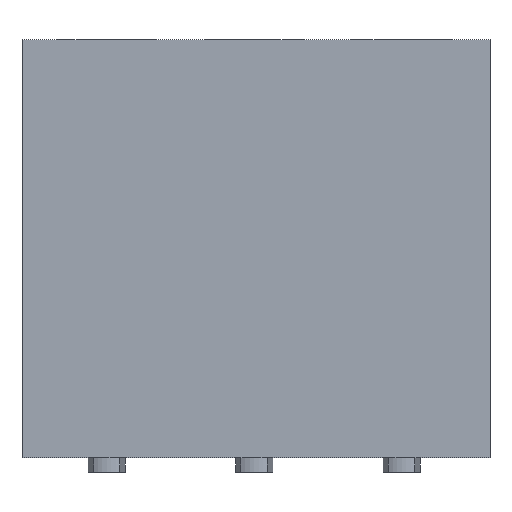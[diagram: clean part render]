
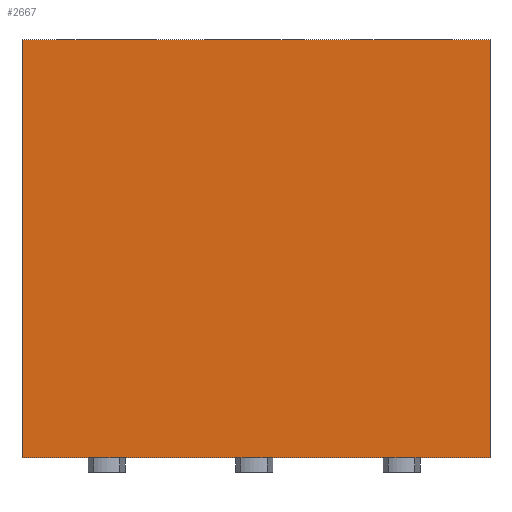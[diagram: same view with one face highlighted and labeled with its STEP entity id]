
A CAD part, front view. The second image highlights one B-rep face of the part: STEP entity #2667.
In plain terms, the highlighted planar face has unit normal (0, -1, 0).
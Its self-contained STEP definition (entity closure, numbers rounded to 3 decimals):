
#202=CARTESIAN_POINT('',(-2.73,-2.54,-3.6));
#203=VERTEX_POINT('',#202);
#210=CARTESIAN_POINT('',(-2.73,-2.54,3.6));
#211=VERTEX_POINT('',#210);
#212=CARTESIAN_POINT('',(-2.73,-2.54,-3.6));
#213=DIRECTION('',(0.,-0.,1.));
#214=VECTOR('',#213,7.2);
#215=LINE('',#212,#214);
#216=EDGE_CURVE('',#203,#211,#215,.T.);
#857=CARTESIAN_POINT('',(5.33,-2.54,-3.6));
#858=VERTEX_POINT('',#857);
#907=CARTESIAN_POINT('',(5.33,-2.54,3.6));
#908=VERTEX_POINT('',#907);
#915=CARTESIAN_POINT('',(5.33,-2.54,3.6));
#916=DIRECTION('',(0.,0.,-1.));
#917=VECTOR('',#916,7.2);
#918=LINE('',#915,#917);
#919=EDGE_CURVE('',#908,#858,#918,.T.);
#2639=CARTESIAN_POINT('',(5.33,-2.54,-3.6));
#2640=DIRECTION('',(-1.,0.,0.));
#2641=VECTOR('',#2640,8.06);
#2642=LINE('',#2639,#2641);
#2643=EDGE_CURVE('',#858,#203,#2642,.T.);
#2651=CARTESIAN_POINT('',(0.,-2.54,0.));
#2652=DIRECTION('',(0.,1.,0.));
#2653=DIRECTION('',(1.,0.,0.));
#2654=AXIS2_PLACEMENT_3D('',#2651,#2652,#2653);
#2655=PLANE('',#2654);
#2656=ORIENTED_EDGE('',*,*,#216,.F.);
#2657=ORIENTED_EDGE('',*,*,#2643,.F.);
#2658=ORIENTED_EDGE('',*,*,#919,.F.);
#2659=CARTESIAN_POINT('',(-2.73,-2.54,3.6));
#2660=DIRECTION('',(1.,0.,0.));
#2661=VECTOR('',#2660,8.06);
#2662=LINE('',#2659,#2661);
#2663=EDGE_CURVE('',#211,#908,#2662,.T.);
#2664=ORIENTED_EDGE('',*,*,#2663,.F.);
#2665=EDGE_LOOP('',(#2656,#2657,#2658,#2664));
#2666=FACE_BOUND('',#2665,.T.);
#2667=ADVANCED_FACE('',(#2666),#2655,.F.);
